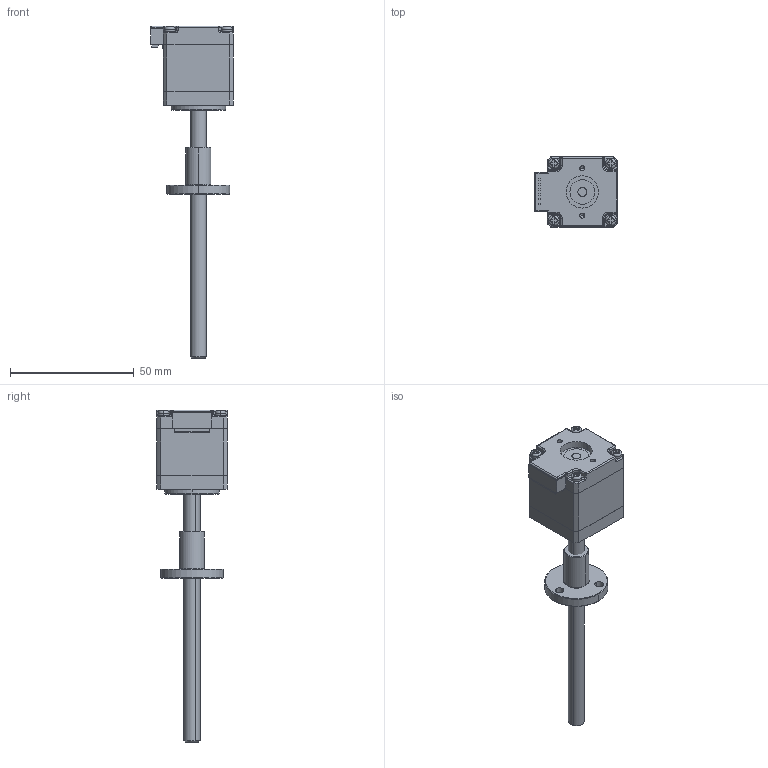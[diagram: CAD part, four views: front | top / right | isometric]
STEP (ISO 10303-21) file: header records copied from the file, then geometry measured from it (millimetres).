
FILE_DESCRIPTION (( 'STEP AP203' ), '1' );
FILE_NAME ('LSM111S-T6503-102-AR1-0.STEP', '2017-09-29T08:19:55', ( 'Windows' ), ( 'Microsoft' ), 'SwSTEP 2.0', 'SolidWorks 2014', '' );
FILE_SCHEMA (( 'CONFIG_CONTROL_DESIGN' ));
Length unit declared in the file: millimetre
Products named in the file (4): LSM111S-T6503-102-AR1-0; LE11HS1P4100-BR40A-002; T6503佪裝; 圆形普通螺母AR1_圆形螺母A3
Assembly tree (3 placements, depth 2):
  LSM111S-T6503-102-AR1-0
    LE11HS1P4100-BR40A-002
    T6503佪裝
    圆形普通螺母AR1_圆形螺母A3
Bounding box: 33.4 x 28.3 x 134 mm (x, y, z)
Volume: 31880.5 mm3; surface area: 11983.7 mm2
Topology: 4 solids, 4 shells, 523 faces, 1324 edges, 815 vertices
Faces by surface type: plane 337, cylinder 120, torus 32, cone 24, sphere 10
Entity records: 16006 total; most frequent: CARTESIAN_POINT 2980, ORIENTED_EDGE 2620, DIRECTION 2620, EDGE_CURVE 1310, LINE 926, VECTOR 926, AXIS2_PLACEMENT_3D 847, VERTEX_POINT 815
